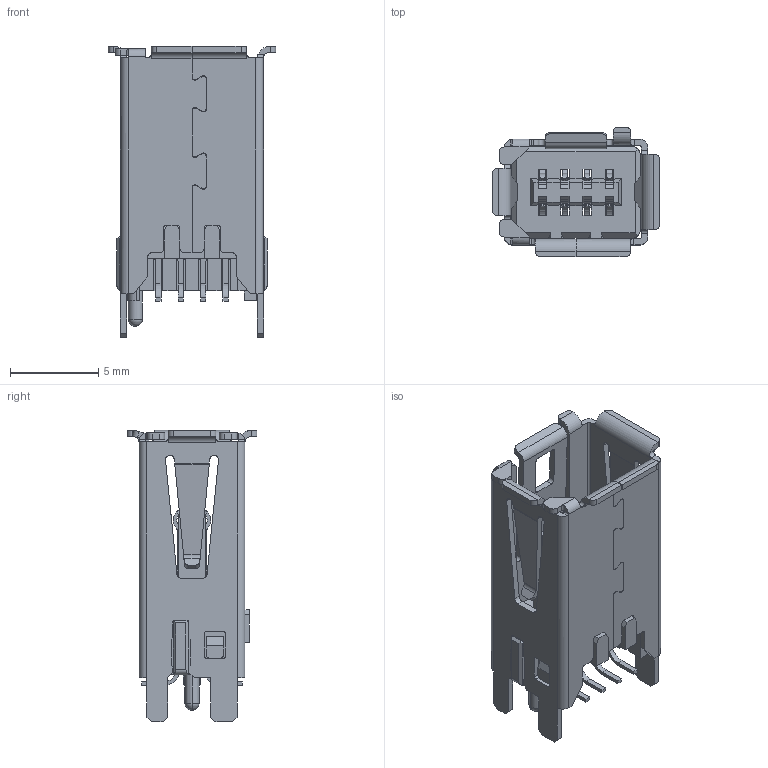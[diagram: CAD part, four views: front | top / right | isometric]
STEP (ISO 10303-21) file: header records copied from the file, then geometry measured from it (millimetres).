
FILE_DESCRIPTION((''),'2;1');
FILE_NAME('FMINI-SDST1XX-000','2025-12-21T',('gongcheng16'),(''),'PRO/ENGINEER BY PARAMETRIC TECHNOLOGY CORPORATION, 2010280','PRO/ENGINEER BY PARAMETRIC TECHNOLOGY CORPORATION, 2010280','');
FILE_SCHEMA(('CONFIG_CONTROL_DESIGN'));
Length unit declared in the file: millimetre
Products named in the file (1): FMINI-SDST1XX-000
Bounding box: 9.47 x 7.36 x 16.5 mm (x, y, z)
Volume: 258.6 mm3; surface area: 1132.1 mm2
Topology: 1 solids, 1 shells, 1109 faces, 3297 edges, 2162 vertices
Faces by surface type: plane 785, cylinder 322, sphere 2
Entity records: 37228 total; most frequent: CARTESIAN_POINT 7073, ORIENTED_EDGE 6590, DIRECTION 6004, EDGE_CURVE 3295, VECTOR 2594, LINE 2594, VERTEX_POINT 2162, AXIS2_PLACEMENT_3D 1705
